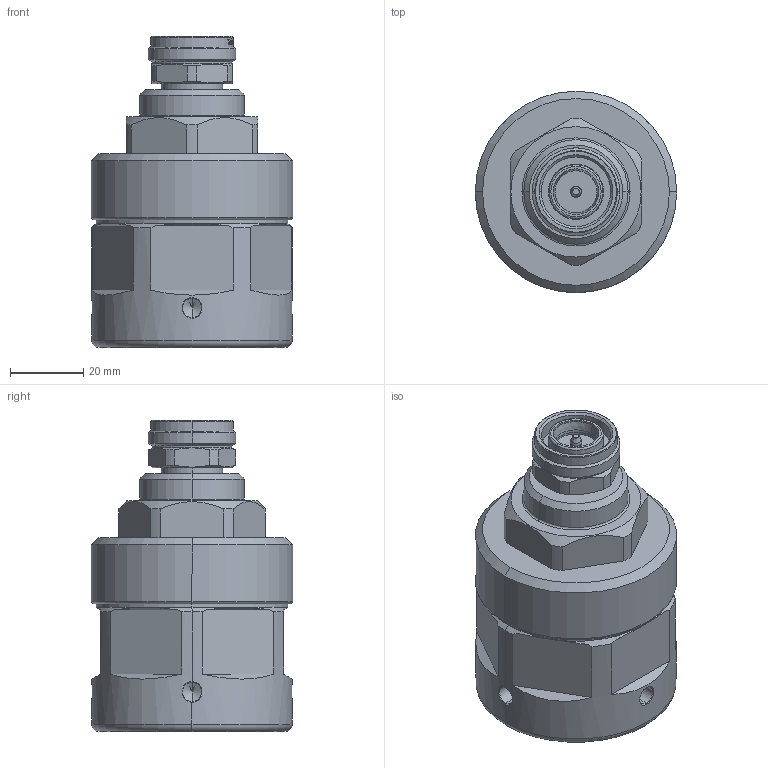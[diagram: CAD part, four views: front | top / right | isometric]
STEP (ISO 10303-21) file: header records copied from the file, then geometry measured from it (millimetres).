
FILE_DESCRIPTION (( 'STEP AP214' ), '1' );
FILE_NAME ('J01440A0029.STEP', '2018-07-03T12:33:35', ( '' ), ( '' ), 'SwSTEP 2.0', 'SolidWorks 2017', '' );
FILE_SCHEMA (( 'AUTOMOTIVE_DESIGN' ));
Length unit declared in the file: millimetre
Products named in the file (1): J01440A0029
Bounding box: 55 x 55 x 84.95 mm (x, y, z)
Volume: 123831.6 mm3; surface area: 23218.7 mm2
Topology: 2 solids, 2 shells, 332 faces, 836 edges, 528 vertices
Faces by surface type: plane 108, bspline 87, cylinder 72, cone 49, torus 16
Entity records: 20412 total; most frequent: CARTESIAN_POINT 9616, ORIENTED_EDGE 1656, DIRECTION 1199, EDGE_CURVE 828, VERTEX_POINT 528, AXIS2_PLACEMENT_3D 474, EDGE_LOOP 362, UNCERTAINTY_MEASURE_WITH_UNIT 333
